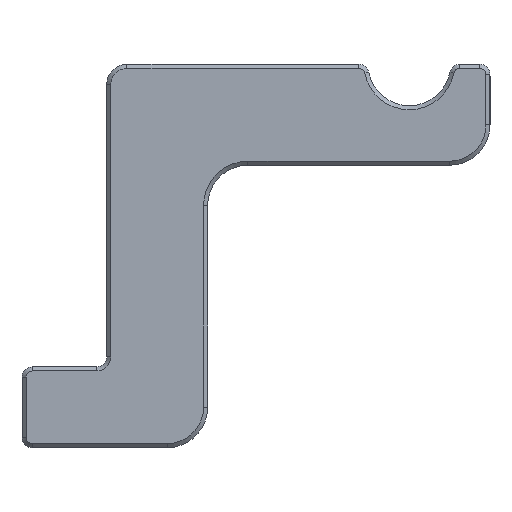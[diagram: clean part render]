
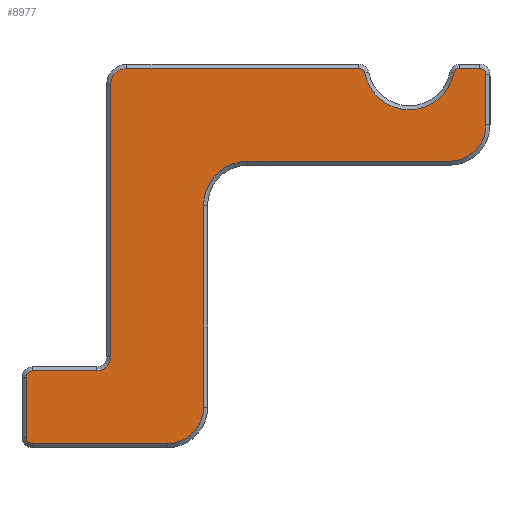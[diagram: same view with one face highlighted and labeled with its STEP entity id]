
A CAD part, front view. The second image highlights one B-rep face of the part: STEP entity #8977.
In plain terms, the highlighted planar face has unit normal (0, -1, 0).
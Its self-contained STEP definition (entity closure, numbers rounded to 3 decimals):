
#967=PLANE('',#9451);
#1314=FACE_OUTER_BOUND('',#1840,.T.);
#1840=EDGE_LOOP('',(#7330,#7331,#7332,#7333,#7334,#7335,#7336,#7337,#7338,
#7339,#7340,#7341,#7342,#7343,#7344,#7345,#7346,#7347,#7348,#7349));
#2142=CIRCLE('',#9393,3.6);
#2144=CIRCLE('',#9397,0.6);
#2147=CIRCLE('',#9402,0.6);
#2148=CIRCLE('',#9404,4.5);
#2151=CIRCLE('',#9408,0.6);
#2152=CIRCLE('',#9411,1.6);
#2154=CIRCLE('',#9415,1.4);
#2156=CIRCLE('',#9419,0.6);
#2158=CIRCLE('',#9423,0.6);
#2160=CIRCLE('',#9427,3.6);
#2162=CIRCLE('',#9431,4.4);
#2549=LINE('',#14327,#3288);
#2554=LINE('',#14341,#3293);
#2558=LINE('',#14353,#3297);
#2564=LINE('',#14377,#3303);
#2568=LINE('',#14389,#3307);
#2572=LINE('',#14401,#3311);
#2576=LINE('',#14413,#3315);
#2580=LINE('',#14425,#3319);
#2584=LINE('',#14437,#3323);
#3288=VECTOR('',#10268,10.);
#3293=VECTOR('',#10281,10.);
#3297=VECTOR('',#10293,10.);
#3303=VECTOR('',#10319,10.);
#3307=VECTOR('',#10331,10.);
#3311=VECTOR('',#10343,10.);
#3315=VECTOR('',#10355,10.);
#3319=VECTOR('',#10367,10.);
#3323=VECTOR('',#10379,10.);
#4087=VERTEX_POINT('',#14324);
#4088=VERTEX_POINT('',#14326);
#4091=VERTEX_POINT('',#14333);
#4093=VERTEX_POINT('',#14339);
#4095=VERTEX_POINT('',#14345);
#4097=VERTEX_POINT('',#14351);
#4099=VERTEX_POINT('',#14358);
#4101=VERTEX_POINT('',#14363);
#4103=VERTEX_POINT('',#14370);
#4105=VERTEX_POINT('',#14375);
#4107=VERTEX_POINT('',#14381);
#4109=VERTEX_POINT('',#14387);
#4111=VERTEX_POINT('',#14393);
#4113=VERTEX_POINT('',#14399);
#4115=VERTEX_POINT('',#14405);
#4117=VERTEX_POINT('',#14411);
#4119=VERTEX_POINT('',#14417);
#4121=VERTEX_POINT('',#14423);
#4123=VERTEX_POINT('',#14429);
#4125=VERTEX_POINT('',#14435);
#5199=EDGE_CURVE('',#4087,#4088,#2549,.T.);
#5203=EDGE_CURVE('',#4091,#4087,#2142,.T.);
#5206=EDGE_CURVE('',#4093,#4091,#2554,.T.);
#5209=EDGE_CURVE('',#4095,#4093,#2144,.T.);
#5212=EDGE_CURVE('',#4097,#4095,#2558,.T.);
#5216=EDGE_CURVE('',#4099,#4097,#2147,.T.);
#5218=EDGE_CURVE('',#4101,#4099,#2148,.T.);
#5222=EDGE_CURVE('',#4103,#4101,#2151,.T.);
#5224=EDGE_CURVE('',#4105,#4103,#2564,.T.);
#5227=EDGE_CURVE('',#4107,#4105,#2152,.T.);
#5230=EDGE_CURVE('',#4109,#4107,#2568,.T.);
#5233=EDGE_CURVE('',#4111,#4109,#2154,.T.);
#5236=EDGE_CURVE('',#4113,#4111,#2572,.T.);
#5239=EDGE_CURVE('',#4115,#4113,#2156,.T.);
#5242=EDGE_CURVE('',#4117,#4115,#2576,.T.);
#5245=EDGE_CURVE('',#4119,#4117,#2158,.T.);
#5248=EDGE_CURVE('',#4121,#4119,#2580,.T.);
#5251=EDGE_CURVE('',#4123,#4121,#2160,.T.);
#5254=EDGE_CURVE('',#4125,#4123,#2584,.T.);
#5256=EDGE_CURVE('',#4088,#4125,#2162,.T.);
#7330=ORIENTED_EDGE('',*,*,#5199,.F.);
#7331=ORIENTED_EDGE('',*,*,#5203,.F.);
#7332=ORIENTED_EDGE('',*,*,#5206,.F.);
#7333=ORIENTED_EDGE('',*,*,#5209,.F.);
#7334=ORIENTED_EDGE('',*,*,#5212,.F.);
#7335=ORIENTED_EDGE('',*,*,#5216,.F.);
#7336=ORIENTED_EDGE('',*,*,#5218,.F.);
#7337=ORIENTED_EDGE('',*,*,#5222,.F.);
#7338=ORIENTED_EDGE('',*,*,#5224,.F.);
#7339=ORIENTED_EDGE('',*,*,#5227,.F.);
#7340=ORIENTED_EDGE('',*,*,#5230,.F.);
#7341=ORIENTED_EDGE('',*,*,#5233,.F.);
#7342=ORIENTED_EDGE('',*,*,#5236,.F.);
#7343=ORIENTED_EDGE('',*,*,#5239,.F.);
#7344=ORIENTED_EDGE('',*,*,#5242,.F.);
#7345=ORIENTED_EDGE('',*,*,#5245,.F.);
#7346=ORIENTED_EDGE('',*,*,#5248,.F.);
#7347=ORIENTED_EDGE('',*,*,#5251,.F.);
#7348=ORIENTED_EDGE('',*,*,#5254,.F.);
#7349=ORIENTED_EDGE('',*,*,#5256,.F.);
#8977=ADVANCED_FACE('',(#1314),#967,.F.);
#9393=AXIS2_PLACEMENT_3D('',#14335,#10274,#10275);
#9397=AXIS2_PLACEMENT_3D('',#14347,#10286,#10287);
#9402=AXIS2_PLACEMENT_3D('',#14360,#10300,#10301);
#9404=AXIS2_PLACEMENT_3D('',#14365,#10305,#10306);
#9408=AXIS2_PLACEMENT_3D('',#14372,#10314,#10315);
#9411=AXIS2_PLACEMENT_3D('',#14383,#10324,#10325);
#9415=AXIS2_PLACEMENT_3D('',#14395,#10336,#10337);
#9419=AXIS2_PLACEMENT_3D('',#14407,#10348,#10349);
#9423=AXIS2_PLACEMENT_3D('',#14419,#10360,#10361);
#9427=AXIS2_PLACEMENT_3D('',#14431,#10372,#10373);
#9431=AXIS2_PLACEMENT_3D('',#14440,#10383,#10384);
#9451=AXIS2_PLACEMENT_3D('',#14490,#10439,#10440);
#10268=DIRECTION('',(-1.,0.,0.));
#10274=DIRECTION('center_axis',(0.,1.,0.));
#10275=DIRECTION('ref_axis',(1.,0.,0.));
#10281=DIRECTION('',(0.,0.,-1.));
#10286=DIRECTION('center_axis',(0.,1.,0.));
#10287=DIRECTION('ref_axis',(0.,0.,
1.));
#10293=DIRECTION('',(1.,0.,0.));
#10300=DIRECTION('center_axis',(0.,1.,0.));
#10301=DIRECTION('ref_axis',(-0.634,0.,0.773));
#10305=DIRECTION('center_axis',(0.,-1.,0.));
#10306=DIRECTION('ref_axis',(-1.,0.,0.));
#10314=DIRECTION('center_axis',(0.,1.,0.));
#10315=DIRECTION('ref_axis',(0.634,0.,0.773));
#10319=DIRECTION('',(1.,0.,0.));
#10324=DIRECTION('center_axis',(0.,1.,0.));
#10325=DIRECTION('ref_axis',(-1.,0.,0.));
#10331=DIRECTION('',(0.,0.,1.));
#10336=DIRECTION('center_axis',(0.,-1.,0.));
#10337=DIRECTION('ref_axis',(1.,0.,0.));
#10343=DIRECTION('',(1.,0.,0.));
#10348=DIRECTION('center_axis',(0.,1.,0.));
#10349=DIRECTION('ref_axis',(-1.,0.,0.));
#10355=DIRECTION('',(0.,0.,1.));
#10360=DIRECTION('center_axis',(0.,1.,0.));
#10361=DIRECTION('ref_axis',(0.,0.,
-1.));
#10367=DIRECTION('',(-1.,0.,0.));
#10372=DIRECTION('center_axis',(0.,1.,0.));
#10373=DIRECTION('ref_axis',(1.,0.,0.));
#10379=DIRECTION('',(0.,0.,-1.));
#10383=DIRECTION('center_axis',(0.,-1.,0.));
#10384=DIRECTION('ref_axis',(-1.,0.,0.));
#10439=DIRECTION('center_axis',(0.,1.,0.));
#10440=DIRECTION('ref_axis',(-1.,0.,0.));
#14324=CARTESIAN_POINT('',(49.,182.945,-8.241));
#14326=CARTESIAN_POINT('',(29.,182.945,-8.241));
#14327=CARTESIAN_POINT('',(24.,182.945,-8.241));
#14333=CARTESIAN_POINT('',(52.6,182.945,-4.641));
#14335=CARTESIAN_POINT('Origin',(49.,182.945,-4.641));
#14339=CARTESIAN_POINT('',(52.6,182.945,0.359));
#14341=CARTESIAN_POINT('',(52.6,182.945,-3.641));
#14345=CARTESIAN_POINT('',(52.,182.945,0.959));
#14347=CARTESIAN_POINT('Origin',(52.,182.945,0.359));
#14351=CARTESIAN_POINT('',(50.001,182.945,0.959));
#14353=CARTESIAN_POINT('',(35.5,182.945,0.959));
#14358=CARTESIAN_POINT('',(49.413,182.945,0.477));
#14360=CARTESIAN_POINT('Origin',(50.001,182.945,0.359));
#14363=CARTESIAN_POINT('',(40.587,182.945,0.477));
#14365=CARTESIAN_POINT('Origin',(45.,182.945,1.359));
#14370=CARTESIAN_POINT('',(39.999,182.945,0.959));
#14372=CARTESIAN_POINT('Origin',(39.999,182.945,0.359));
#14375=CARTESIAN_POINT('',(17.,182.945,0.959));
#14377=CARTESIAN_POINT('',(29.95,182.945,0.959));
#14381=CARTESIAN_POINT('',(15.4,182.945,-0.641));
#14383=CARTESIAN_POINT('Origin',(17.,182.945,-0.641));
#14387=CARTESIAN_POINT('',(15.4,182.945,-27.641));
#14389=CARTESIAN_POINT('',(15.4,182.945,-1.641));
#14393=CARTESIAN_POINT('',(14.,182.945,-29.041));
#14395=CARTESIAN_POINT('Origin',(14.,182.945,-27.641));
#14399=CARTESIAN_POINT('',(7.6,182.945,-29.041));
#14401=CARTESIAN_POINT('',(16.5,182.945,-29.041));
#14405=CARTESIAN_POINT('',(7.,182.945,-29.641));
#14407=CARTESIAN_POINT('Origin',(7.6,182.945,-29.641));
#14411=CARTESIAN_POINT('',(7.,182.945,-35.641));
#14413=CARTESIAN_POINT('',(7.,182.945,-16.141));
#14417=CARTESIAN_POINT('',(7.6,182.945,-36.241));
#14419=CARTESIAN_POINT('Origin',(7.6,182.945,-35.641));
#14423=CARTESIAN_POINT('',(21.,182.945,-36.241));
#14425=CARTESIAN_POINT('',(13.3,182.945,-36.241));
#14429=CARTESIAN_POINT('',(24.6,182.945,-32.641));
#14431=CARTESIAN_POINT('Origin',(21.,182.945,-32.641));
#14435=CARTESIAN_POINT('',(24.6,182.945,-12.641));
#14437=CARTESIAN_POINT('',(24.6,182.945,-17.641));
#14440=CARTESIAN_POINT('Origin',(29.,182.945,-12.641));
#14490=CARTESIAN_POINT('Origin',(19.,182.945,-2.641));
